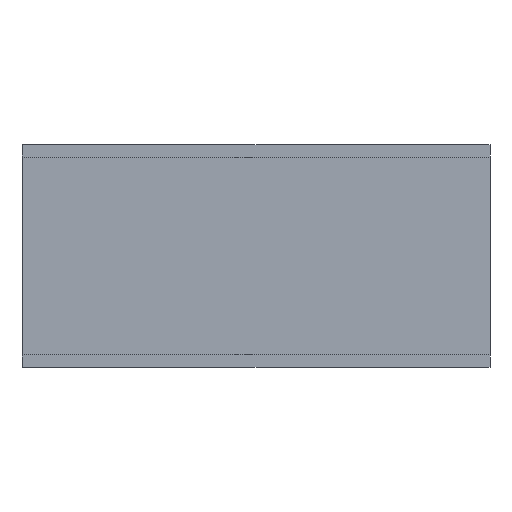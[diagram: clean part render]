
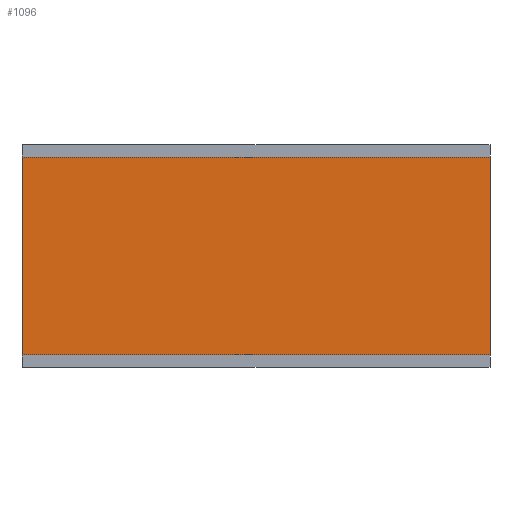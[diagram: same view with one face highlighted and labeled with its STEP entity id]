
A CAD part, left-side view. The second image highlights one B-rep face of the part: STEP entity #1096.
In plain terms, the highlighted planar face has unit normal (-1, 0, 0).
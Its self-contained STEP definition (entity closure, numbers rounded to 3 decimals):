
#86=FACE_OUTER_BOUND('',#160,.T.);
#160=EDGE_LOOP('',(#779,#780,#781,#782));
#241=LINE('',#1595,#369);
#245=LINE('',#1602,#373);
#261=LINE('',#1650,#389);
#262=LINE('',#1651,#390);
#369=VECTOR('',#1281,1.);
#373=VECTOR('',#1287,1.);
#389=VECTOR('',#1333,1.);
#390=VECTOR('',#1334,1.);
#489=VERTEX_POINT('',#1576);
#495=VERTEX_POINT('',#1594);
#497=VERTEX_POINT('',#1600);
#514=VERTEX_POINT('',#1649);
#585=EDGE_CURVE('',#489,#495,#241,.T.);
#589=EDGE_CURVE('',#497,#489,#245,.T.);
#613=EDGE_CURVE('',#497,#514,#261,.T.);
#614=EDGE_CURVE('',#495,#514,#262,.T.);
#779=ORIENTED_EDGE('',*,*,#589,.F.);
#780=ORIENTED_EDGE('',*,*,#613,.T.);
#781=ORIENTED_EDGE('',*,*,#614,.F.);
#782=ORIENTED_EDGE('',*,*,#585,.F.);
#1042=PLANE('',#1190);
#1096=ADVANCED_FACE('',(#86),#1042,.T.);
#1190=AXIS2_PLACEMENT_3D('',#1648,#1331,#1332);
#1281=DIRECTION('',(0.,0.,1.));
#1287=DIRECTION('',(0.,1.,0.));
#1331=DIRECTION('center_axis',(-1.,0.,0.));
#1332=DIRECTION('ref_axis',(0.,1.,0.));
#1333=DIRECTION('',(0.,0.,1.));
#1334=DIRECTION('',(0.,-1.,0.));
#1576=CARTESIAN_POINT('',(-32.5,56.75,3.));
#1594=CARTESIAN_POINT('',(-32.5,56.75,51.));
#1595=CARTESIAN_POINT('',(-32.5,56.75,0.));
#1600=CARTESIAN_POINT('',(-32.5,-56.75,3.));
#1602=CARTESIAN_POINT('',(-32.5,-56.75,3.));
#1648=CARTESIAN_POINT('Origin',(-32.5,-56.75,0.));
#1649=CARTESIAN_POINT('',(-32.5,-56.75,51.));
#1650=CARTESIAN_POINT('',(-32.5,-56.75,0.));
#1651=CARTESIAN_POINT('',(-32.5,56.75,51.));
